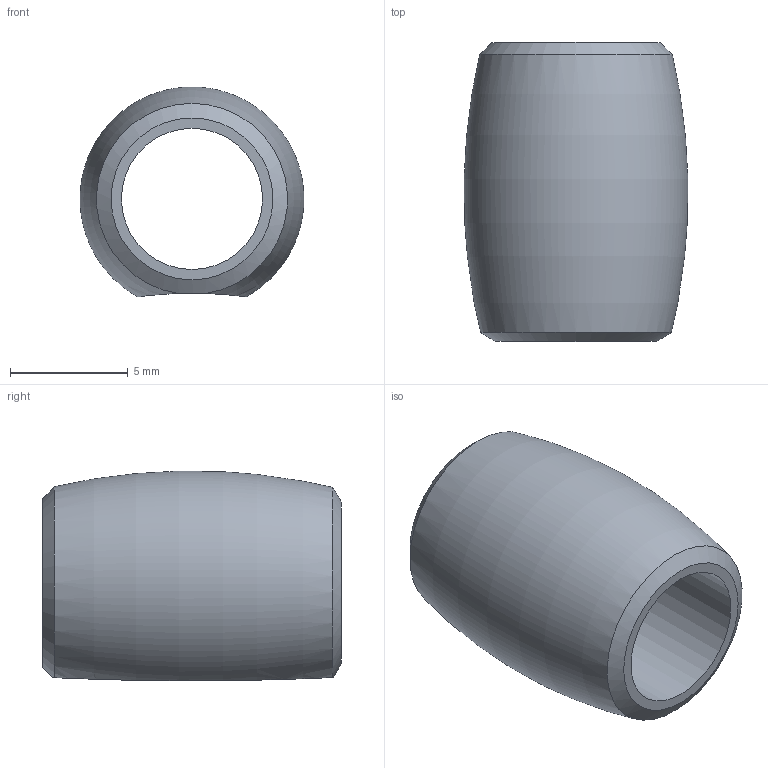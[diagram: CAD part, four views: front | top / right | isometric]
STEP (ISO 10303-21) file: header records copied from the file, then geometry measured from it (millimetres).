
FILE_DESCRIPTION (( 'STEP AP214' ), '1' );
FILE_NAME ('CS0008.STEP', '2013-09-09T16:24:12', ( '' ), ( '' ), 'SwSTEP 2.0', 'SolidWorks 2012', '' );
FILE_SCHEMA (( 'AUTOMOTIVE_DESIGN' ));
Length unit declared in the file: inch
Products named in the file (1): CS0008
Bounding box: 9.51 x 12.7 x 8.92 mm (x, y, z)
Volume: 429.3 mm3; surface area: 632.7 mm2
Topology: 1 solids, 1 shells, 7 faces, 15 edges, 10 vertices
Faces by surface type: plane 2, cylinder 2, cone 2, torus 1
Full cylindrical faces by diameter (mm): 6 x1
Entity records: 254 total; most frequent: CARTESIAN_POINT 82, DIRECTION 28, ORIENTED_EDGE 20, AXIS2_PLACEMENT_3D 14, EDGE_LOOP 12, EDGE_CURVE 10, FACE_OUTER_BOUND 8, VERTEX_POINT 8
